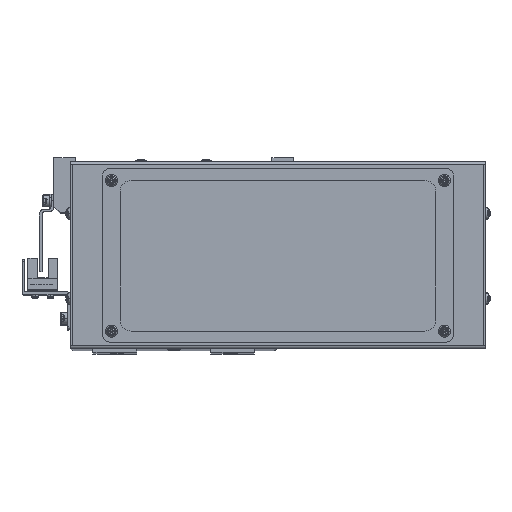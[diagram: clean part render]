
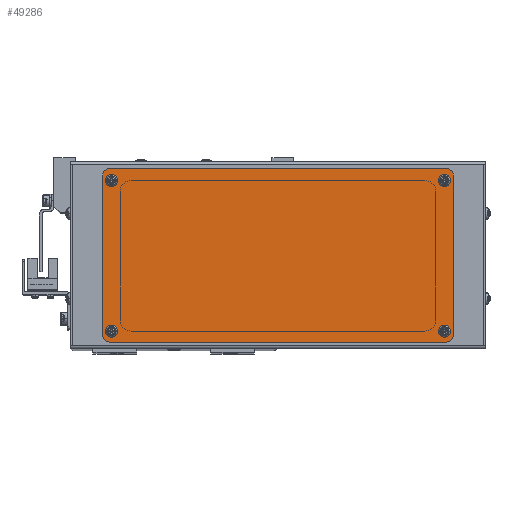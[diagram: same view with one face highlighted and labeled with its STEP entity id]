
A CAD part, top view. The second image highlights one B-rep face of the part: STEP entity #49286.
In plain terms, the highlighted face is planar.
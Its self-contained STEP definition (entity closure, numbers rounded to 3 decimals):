
#723 = CARTESIAN_POINT ( 'NONE',  ( 77.25, -39.75, 0. ) ) ;
#898 = VERTEX_POINT ( 'NONE', #27746 ) ;
#1151 = EDGE_CURVE ( 'NONE', #6610, #898, #19757, .T. ) ;
#2567 = VERTEX_POINT ( 'NONE', #44668 ) ;
#2909 = ORIENTED_EDGE ( 'NONE', *, *, #29368, .T. ) ;
#2915 = DIRECTION ( 'NONE',  ( 0., 0., 1. ) ) ;
#2927 = VECTOR ( 'NONE', #22851, 1000. ) ;
#3923 = EDGE_CURVE ( 'NONE', #48977, #13739, #15341, .T. ) ;
#4670 = CIRCLE ( 'NONE', #16515, 3. ) ;
#4711 = CARTESIAN_POINT ( 'NONE',  ( 80.25, 36.75, 0. ) ) ;
#5028 = ORIENTED_EDGE ( 'NONE', *, *, #62842, .F. ) ;
#5072 = CARTESIAN_POINT ( 'NONE',  ( -77.25, 39.75, 0. ) ) ;
#5377 = CARTESIAN_POINT ( 'NONE',  ( -76.25, 34.25, 0. ) ) ;
#5483 = FACE_BOUND ( 'NONE', #15878, .T. ) ;
#6047 = EDGE_CURVE ( 'NONE', #66764, #30034, #9107, .T. ) ;
#6108 = EDGE_CURVE ( 'NONE', #30034, #66764, #33600, .T. ) ;
#6267 = ORIENTED_EDGE ( 'NONE', *, *, #3923, .F. ) ;
#6435 = CIRCLE ( 'NONE', #58599, 3. ) ;
#6610 = VERTEX_POINT ( 'NONE', #65524 ) ;
#6614 = CARTESIAN_POINT ( 'NONE',  ( 76.25, 34.25, 0. ) ) ;
#6724 = EDGE_LOOP ( 'NONE', ( #26393, #19941 ) ) ;
#8058 = EDGE_LOOP ( 'NONE', ( #57645, #2909 ) ) ;
#8253 = EDGE_CURVE ( 'NONE', #18954, #2567, #52158, .T. ) ;
#8267 = EDGE_LOOP ( 'NONE', ( #41858, #61412 ) ) ;
#8679 = VERTEX_POINT ( 'NONE', #51759 ) ;
#9107 = CIRCLE ( 'NONE', #66552, 1.7 ) ;
#9146 = VERTEX_POINT ( 'NONE', #48522 ) ;
#9338 = CIRCLE ( 'NONE', #15616, 1.7 ) ;
#9342 = CARTESIAN_POINT ( 'NONE',  ( 80.25, -36.75, 0. ) ) ;
#9938 = DIRECTION ( 'NONE',  ( 0., 0., 1. ) ) ;
#10163 = EDGE_LOOP ( 'NONE', ( #46588, #36781, #23840, #6267, #47833, #5028, #42193, #35310 ) ) ;
#10976 = AXIS2_PLACEMENT_3D ( 'NONE', #42859, #11641, #48067 ) ;
#10994 = AXIS2_PLACEMENT_3D ( 'NONE', #12547, #12317, #12170 ) ;
#11641 = DIRECTION ( 'NONE',  ( 0., 0., 1. ) ) ;
#11730 = DIRECTION ( 'NONE',  ( -1., 0., 0. ) ) ;
#11941 = DIRECTION ( 'NONE',  ( 1., 0., 0. ) ) ;
#12170 = DIRECTION ( 'NONE',  ( 1., 0., 0. ) ) ;
#12317 = DIRECTION ( 'NONE',  ( 0., 0., 1. ) ) ;
#12324 = CIRCLE ( 'NONE', #38633, 1.7 ) ;
#12348 = ORIENTED_EDGE ( 'NONE', *, *, #6108, .T. ) ;
#12398 = CARTESIAN_POINT ( 'NONE',  ( -76.25, -34.75, 0. ) ) ;
#12547 = CARTESIAN_POINT ( 'NONE',  ( 76.25, 34.25, 0. ) ) ;
#12648 = CARTESIAN_POINT ( 'NONE',  ( 77.25, -39.75, 0. ) ) ;
#13662 = VERTEX_POINT ( 'NONE', #66223 ) ;
#13739 = VERTEX_POINT ( 'NONE', #66886 ) ;
#13748 = DIRECTION ( 'NONE',  ( 0., 0., 1. ) ) ;
#14422 = CARTESIAN_POINT ( 'NONE',  ( -76.25, 34.25, 0. ) ) ;
#14589 = FACE_BOUND ( 'NONE', #6724, .T. ) ;
#15341 = LINE ( 'NONE', #4711, #2927 ) ;
#15449 = CARTESIAN_POINT ( 'NONE',  ( 76.25, -34.75, 0. ) ) ;
#15616 = AXIS2_PLACEMENT_3D ( 'NONE', #57775, #26552, #62953 ) ;
#15878 = EDGE_LOOP ( 'NONE', ( #44561, #12348 ) ) ;
#16202 = FACE_OUTER_BOUND ( 'NONE', #10163, .T. ) ;
#16424 = CARTESIAN_POINT ( 'NONE',  ( -77.25, 36.75, 0. ) ) ;
#16515 = AXIS2_PLACEMENT_3D ( 'NONE', #41205, #9938, #46399 ) ;
#17214 = CIRCLE ( 'NONE', #10976, 3. ) ;
#17642 = DIRECTION ( 'NONE',  ( 1., 0., 0. ) ) ;
#17898 = DIRECTION ( 'NONE',  ( 1., 0., 0. ) ) ;
#17992 = CARTESIAN_POINT ( 'NONE',  ( -77.25, -39.75, 0. ) ) ;
#18954 = VERTEX_POINT ( 'NONE', #58205 ) ;
#19356 = AXIS2_PLACEMENT_3D ( 'NONE', #6614, #43168, #11941 ) ;
#19757 = CIRCLE ( 'NONE', #10994, 1.7 ) ;
#19941 = ORIENTED_EDGE ( 'NONE', *, *, #44534, .T. ) ;
#20268 = DIRECTION ( 'NONE',  ( 0., 0., 1. ) ) ;
#20667 = DIRECTION ( 'NONE',  ( 1., 0., 0. ) ) ;
#20709 = DIRECTION ( 'NONE',  ( 0., 0., 1. ) ) ;
#21470 = EDGE_CURVE ( 'NONE', #13662, #9146, #24445, .T. ) ;
#21479 = CIRCLE ( 'NONE', #44446, 1.7 ) ;
#21648 = DIRECTION ( 'NONE',  ( 1., 0., 0. ) ) ;
#22851 = DIRECTION ( 'NONE',  ( 0., 1., 0. ) ) ;
#23840 = ORIENTED_EDGE ( 'NONE', *, *, #40311, .F. ) ;
#24445 = CIRCLE ( 'NONE', #67297, 1.7 ) ;
#26086 = VECTOR ( 'NONE', #53214, 1000. ) ;
#26393 = ORIENTED_EDGE ( 'NONE', *, *, #62596, .T. ) ;
#26409 = DIRECTION ( 'NONE',  ( 0., 0., 1. ) ) ;
#26552 = DIRECTION ( 'NONE',  ( 0., 0., 1. ) ) ;
#26849 = VERTEX_POINT ( 'NONE', #723 ) ;
#26951 = AXIS2_PLACEMENT_3D ( 'NONE', #5377, #2915, #27382 ) ;
#27382 = DIRECTION ( 'NONE',  ( 1., 0., 0. ) ) ;
#27746 = CARTESIAN_POINT ( 'NONE',  ( 74.55, 34.25, 0. ) ) ;
#28314 = EDGE_CURVE ( 'NONE', #898, #6610, #45068, .T. ) ;
#28377 = FACE_BOUND ( 'NONE', #8267, .T. ) ;
#29122 = VERTEX_POINT ( 'NONE', #49630 ) ;
#29368 = EDGE_CURVE ( 'NONE', #9146, #13662, #12324, .T. ) ;
#30034 = VERTEX_POINT ( 'NONE', #52026 ) ;
#32823 = VECTOR ( 'NONE', #17898, 1000. ) ;
#33600 = CIRCLE ( 'NONE', #26951, 1.7 ) ;
#34273 = CARTESIAN_POINT ( 'NONE',  ( -77.95, 34.25, 0. ) ) ;
#35310 = ORIENTED_EDGE ( 'NONE', *, *, #8253, .F. ) ;
#36781 = ORIENTED_EDGE ( 'NONE', *, *, #64980, .F. ) ;
#38633 = AXIS2_PLACEMENT_3D ( 'NONE', #51874, #20709, #57133 ) ;
#39626 = AXIS2_PLACEMENT_3D ( 'NONE', #16424, #52821, #21648 ) ;
#39887 = EDGE_CURVE ( 'NONE', #26849, #48977, #17214, .T. ) ;
#40311 = EDGE_CURVE ( 'NONE', #13739, #8679, #6435, .T. ) ;
#41205 = CARTESIAN_POINT ( 'NONE',  ( -77.25, -36.75, 0. ) ) ;
#41568 = LINE ( 'NONE', #42944, #67491 ) ;
#41858 = ORIENTED_EDGE ( 'NONE', *, *, #28314, .T. ) ;
#42193 = ORIENTED_EDGE ( 'NONE', *, *, #53713, .F. ) ;
#42859 = CARTESIAN_POINT ( 'NONE',  ( 77.25, -36.75, 0. ) ) ;
#42944 = CARTESIAN_POINT ( 'NONE',  ( -77.25, 39.75, 0. ) ) ;
#43168 = DIRECTION ( 'NONE',  ( 0., 0., 1. ) ) ;
#43539 = CARTESIAN_POINT ( 'NONE',  ( 74.55, -34.75, 0. ) ) ;
#44446 = AXIS2_PLACEMENT_3D ( 'NONE', #15449, #51833, #20667 ) ;
#44534 = EDGE_CURVE ( 'NONE', #29122, #55059, #9338, .T. ) ;
#44561 = ORIENTED_EDGE ( 'NONE', *, *, #6047, .T. ) ;
#44668 = CARTESIAN_POINT ( 'NONE',  ( -80.25, -36.75, 0. ) ) ;
#45068 = CIRCLE ( 'NONE', #19356, 1.7 ) ;
#45429 = EDGE_CURVE ( 'NONE', #45926, #18954, #46774, .T. ) ;
#45926 = VERTEX_POINT ( 'NONE', #5072 ) ;
#46399 = DIRECTION ( 'NONE',  ( 1., 0., 0. ) ) ;
#46588 = ORIENTED_EDGE ( 'NONE', *, *, #45429, .F. ) ;
#46689 = LINE ( 'NONE', #12648, #32823 ) ;
#46774 = CIRCLE ( 'NONE', #39626, 3. ) ;
#47833 = ORIENTED_EDGE ( 'NONE', *, *, #39887, .F. ) ;
#48067 = DIRECTION ( 'NONE',  ( 1., 0., 0. ) ) ;
#48522 = CARTESIAN_POINT ( 'NONE',  ( -74.55, -34.75, 0. ) ) ;
#48800 = DIRECTION ( 'NONE',  ( 0., 0., 1. ) ) ;
#48977 = VERTEX_POINT ( 'NONE', #9342 ) ;
#49286 = ADVANCED_FACE ( 'NONE', ( #56115, #5483, #16202, #28377, #14589 ), #51456, .F. ) ;
#49630 = CARTESIAN_POINT ( 'NONE',  ( 77.95, -34.75, 0. ) ) ;
#51456 = PLANE ( 'NONE',  #62931 ) ;
#51759 = CARTESIAN_POINT ( 'NONE',  ( 77.25, 39.75, 0. ) ) ;
#51833 = DIRECTION ( 'NONE',  ( 0., 0., 1. ) ) ;
#51874 = CARTESIAN_POINT ( 'NONE',  ( -76.25, -34.75, 0. ) ) ;
#52026 = CARTESIAN_POINT ( 'NONE',  ( -74.55, 34.25, 0. ) ) ;
#52158 = LINE ( 'NONE', #53434, #26086 ) ;
#52821 = DIRECTION ( 'NONE',  ( 0., 0., 1. ) ) ;
#53214 = DIRECTION ( 'NONE',  ( 0., -1., 0. ) ) ;
#53434 = CARTESIAN_POINT ( 'NONE',  ( -80.25, -36.75, 0. ) ) ;
#53713 = EDGE_CURVE ( 'NONE', #2567, #66108, #4670, .T. ) ;
#55059 = VERTEX_POINT ( 'NONE', #43539 ) ;
#56115 = FACE_BOUND ( 'NONE', #8058, .T. ) ;
#56701 = DIRECTION ( 'NONE',  ( 1., 0., 0. ) ) ;
#57133 = DIRECTION ( 'NONE',  ( 1., 0., 0. ) ) ;
#57617 = CARTESIAN_POINT ( 'NONE',  ( 77.25, 36.75, 0. ) ) ;
#57645 = ORIENTED_EDGE ( 'NONE', *, *, #21470, .T. ) ;
#57775 = CARTESIAN_POINT ( 'NONE',  ( 76.25, -34.75, 0. ) ) ;
#58205 = CARTESIAN_POINT ( 'NONE',  ( -80.25, 36.75, 0. ) ) ;
#58599 = AXIS2_PLACEMENT_3D ( 'NONE', #57617, #26409, #62799 ) ;
#59047 = DIRECTION ( 'NONE',  ( 1., 0., 0. ) ) ;
#61412 = ORIENTED_EDGE ( 'NONE', *, *, #1151, .T. ) ;
#62596 = EDGE_CURVE ( 'NONE', #55059, #29122, #21479, .T. ) ;
#62799 = DIRECTION ( 'NONE',  ( 1., 0., 0. ) ) ;
#62842 = EDGE_CURVE ( 'NONE', #66108, #26849, #46689, .T. ) ;
#62931 = AXIS2_PLACEMENT_3D ( 'NONE', #66840, #20268, #56701 ) ;
#62953 = DIRECTION ( 'NONE',  ( 1., 0., 0. ) ) ;
#64980 = EDGE_CURVE ( 'NONE', #8679, #45926, #41568, .T. ) ;
#65524 = CARTESIAN_POINT ( 'NONE',  ( 77.95, 34.25, 0. ) ) ;
#66108 = VERTEX_POINT ( 'NONE', #17992 ) ;
#66223 = CARTESIAN_POINT ( 'NONE',  ( -77.95, -34.75, 0. ) ) ;
#66552 = AXIS2_PLACEMENT_3D ( 'NONE', #14422, #13748, #59047 ) ;
#66764 = VERTEX_POINT ( 'NONE', #34273 ) ;
#66840 = CARTESIAN_POINT ( 'NONE',  ( -77.25, 36.75, 0. ) ) ;
#66886 = CARTESIAN_POINT ( 'NONE',  ( 80.25, 36.75, 0. ) ) ;
#67297 = AXIS2_PLACEMENT_3D ( 'NONE', #12398, #48800, #17642 ) ;
#67491 = VECTOR ( 'NONE', #11730, 1000. ) ;
